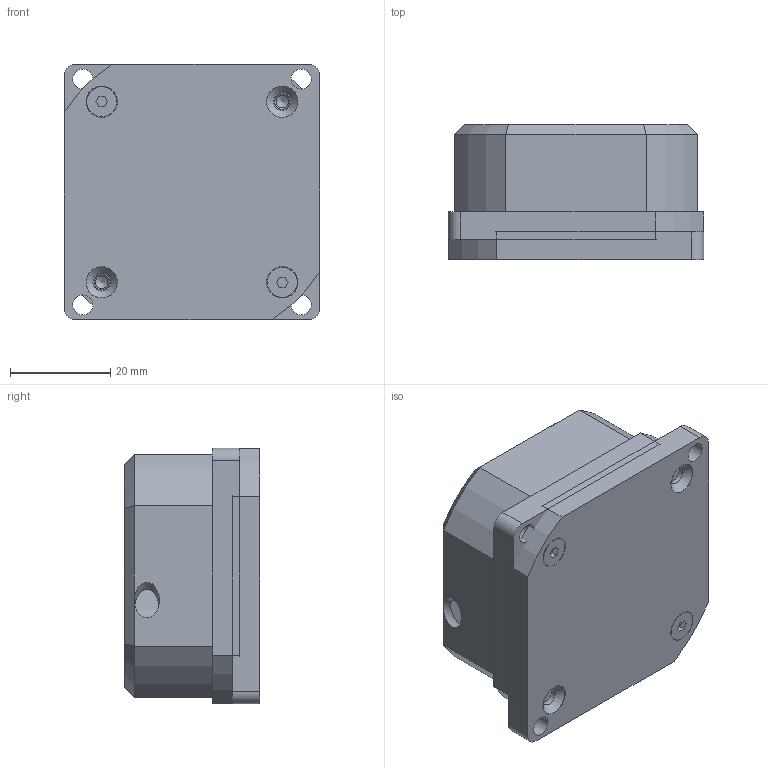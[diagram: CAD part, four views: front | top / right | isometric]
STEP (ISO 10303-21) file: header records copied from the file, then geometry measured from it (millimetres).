
FILE_DESCRIPTION( ( 'Unknown' ), '1' );
FILE_NAME( 'Case4flats.stp', 'Unknown', ( 'Unknown' ), ( 'Unknown' ), 'PSStep 13.0', 'Unknown', ' ' );
FILE_SCHEMA( ( 'AUTOMOTIVE_DESIGN { 1 0 10303 214 1 1 1 1 }' ) );
Length unit declared in the file: millimetre
Products named in the file (4): Assem1; Case4flats_cassa; Case4flats_cop; TSPEI M3x10
Bounding box: 51 x 27 x 51 mm (x, y, z)
Volume: 43257.4 mm3; surface area: 36646.2 mm2
Topology: 7 solids, 7 shells, 730 faces, 1843 edges, 1212 vertices
Faces by surface type: plane 507, cylinder 125, extrusion 58, cone 40
Full cylindrical faces by diameter (mm): 2.459 x16, 3 x3, 3.5 x8, 4 x4, 4.5 x4, 4.8 x4, 5 x2, 6.2 x8, 46 x2
Entity records: 14980 total; most frequent: CARTESIAN_POINT 4122, ORIENTED_EDGE 1682, DIRECTION 1435, EDGE_CURVE 841, VERTEX_POINT 584, VECTOR 509, LINE 480, AXIS2_PLACEMENT_3D 463
